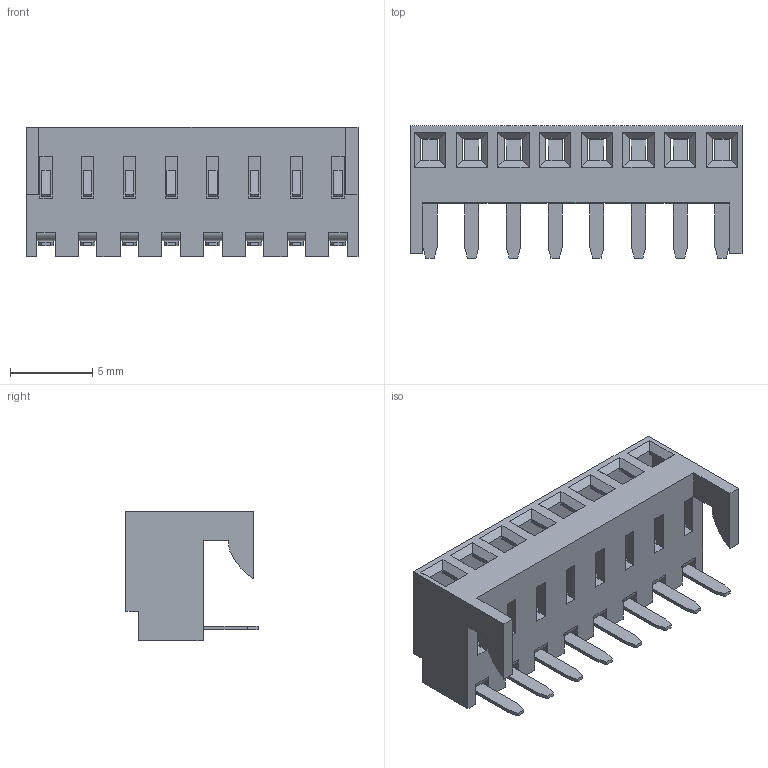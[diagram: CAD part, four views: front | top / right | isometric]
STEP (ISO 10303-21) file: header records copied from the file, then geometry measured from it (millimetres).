
FILE_DESCRIPTION(('STEP AP242'),'1');
FILE_NAME('0022152086.stp','2025-01-26T13:35:48',('TraceParts'),('TraceParts S.A.'),'Spatial InterOp 3D',' ',' ');
FILE_SCHEMA(('AP242_MANAGED_MODEL_BASED_3D_ENGINEERING_MIM_LF {1 0 10303 442 1 1 4}'));
Length unit declared in the file: millimetre
Products named in the file (1): 0022152086_1
Bounding box: 20.22 x 8.05 x 7.87 mm (x, y, z)
Volume: 312.7 mm3; surface area: 1185.1 mm2
Topology: 1 solids, 1 shells, 418 faces, 1190 edges, 798 vertices
Faces by surface type: plane 310, cylinder 108
Entity records: 13516 total; most frequent: CARTESIAN_POINT 2376, ORIENTED_EDGE 2348, DIRECTION 2262, EDGE_CURVE 1174, LINE 958, VECTOR 958, VERTEX_POINT 766, AXIS2_PLACEMENT_3D 652
